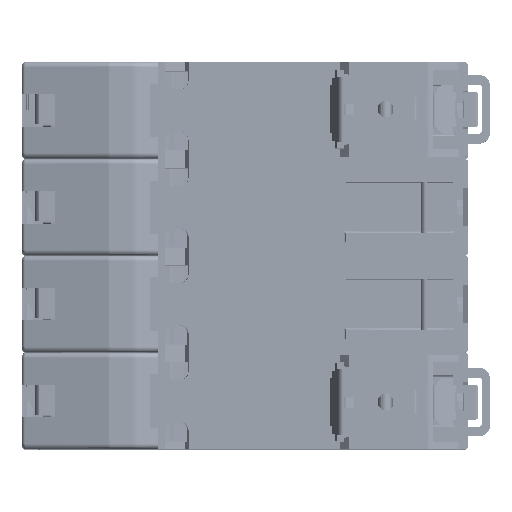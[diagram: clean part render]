
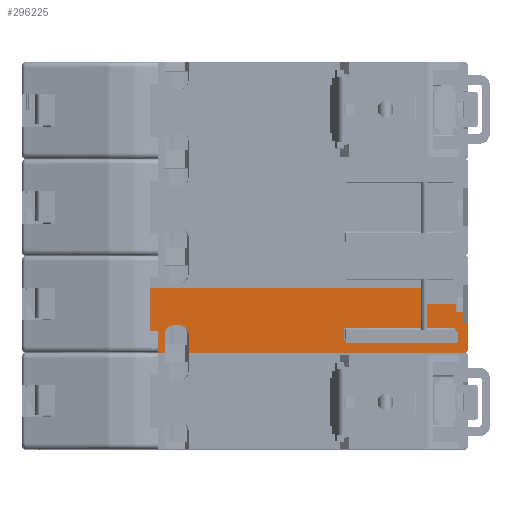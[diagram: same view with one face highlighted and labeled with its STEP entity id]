
A CAD part, top view. The second image highlights one B-rep face of the part: STEP entity #296225.
In plain terms, the highlighted planar face has unit normal (0, 0, 1).
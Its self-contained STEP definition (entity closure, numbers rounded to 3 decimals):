
#285117=DIRECTION('',(0.,1.,0.));
#285118=VECTOR('',#285117,4.4);
#285119=CARTESIAN_POINT('',(33.5,-31.1,44.));
#285120=LINE('',#285119,#285118);
#285121=CARTESIAN_POINT('',(40.3,-34.9,44.));
#285122=DIRECTION('',(0.,0.,-1.));
#285123=DIRECTION('',(1.,0.,0.));
#285124=AXIS2_PLACEMENT_3D('',#285121,#285122,#285123);
#285126=DIRECTION('',(-1.,0.,0.));
#285127=VECTOR('',#285126,50.7);
#285128=CARTESIAN_POINT('',(40.3,-35.6,44.));
#285129=LINE('',#285128,#285127);
#285130=DIRECTION('',(0.,1.,0.));
#285131=VECTOR('',#285130,3.5);
#285132=CARTESIAN_POINT('',(-10.4,-35.6,44.));
#285133=LINE('',#285132,#285131);
#285134=DIRECTION('',(-1.,0.,0.));
#285135=VECTOR('',#285134,1.233);
#285136=CARTESIAN_POINT('',(-11.934,-30.6,44.));
#285137=LINE('',#285136,#285135);
#285138=DIRECTION('',(-1.,0.,0.));
#285139=VECTOR('',#285138,2.8);
#285140=CARTESIAN_POINT('',(-14.7,-35.6,44.));
#285141=LINE('',#285140,#285139);
#285142=DIRECTION('',(0.,1.,0.));
#285143=VECTOR('',#285142,11.9);
#285144=CARTESIAN_POINT('',(-17.5,-35.6,44.));
#285145=LINE('',#285144,#285143);
#285146=DIRECTION('',(1.,0.,0.));
#285147=VECTOR('',#285146,49.8);
#285148=CARTESIAN_POINT('',(-17.5,-23.7,44.));
#285149=LINE('',#285148,#285147);
#285150=DIRECTION('',(0.707,0.707,0.));
#285151=VECTOR('',#285150,0.956);
#285152=CARTESIAN_POINT('',(37.824,-33.2,44.));
#285153=LINE('',#285152,#285151);
#285154=DIRECTION('',(0.,-1.,0.));
#285155=VECTOR('',#285154,1.424);
#285156=CARTESIAN_POINT('',(38.5,-31.1,44.));
#285157=LINE('',#285156,#285155);
#285195=DIRECTION('',(-1.,0.,0.));
#285196=VECTOR('',#285195,19.624);
#285197=CARTESIAN_POINT('',(37.824,-33.2,44.));
#285198=LINE('',#285197,#285196);
#285224=DIRECTION('',(0.,1.,0.));
#285225=VECTOR('',#285224,2.1);
#285226=CARTESIAN_POINT('',(18.2,-33.2,44.));
#285227=LINE('',#285226,#285225);
#285260=DIRECTION('',(1.,0.,0.));
#285261=VECTOR('',#285260,5.);
#285262=CARTESIAN_POINT('',(33.5,-31.1,44.));
#285263=LINE('',#285262,#285261);
#285306=DIRECTION('',(0.,1.,0.));
#285307=VECTOR('',#285306,7.4);
#285308=CARTESIAN_POINT('',(32.3,-31.1,44.));
#285309=LINE('',#285308,#285307);
#285335=DIRECTION('',(1.,0.,0.));
#285336=VECTOR('',#285335,14.1);
#285337=CARTESIAN_POINT('',(18.2,-31.1,44.));
#285338=LINE('',#285337,#285336);
#285583=DIRECTION('',(-1.,0.,0.));
#285584=VECTOR('',#285583,5.2);
#285585=CARTESIAN_POINT('',(38.7,-26.7,44.));
#285586=LINE('',#285585,#285584);
#285764=DIRECTION('',(0.,1.,0.));
#285765=VECTOR('',#285764,4.7);
#285766=CARTESIAN_POINT('',(41.,-34.9,44.));
#285767=LINE('',#285766,#285765);
#285768=DIRECTION('',(-1.,0.,0.));
#285769=VECTOR('',#285768,0.874);
#285770=CARTESIAN_POINT('',(41.,-30.2,44.));
#285771=LINE('',#285770,#285769);
#285780=DIRECTION('',(0.,1.,0.));
#285781=VECTOR('',#285780,2.1);
#285782=CARTESIAN_POINT('',(40.126,-30.2,44.));
#285783=LINE('',#285782,#285781);
#285796=DIRECTION('',(-1.,0.,0.));
#285797=VECTOR('',#285796,1.426);
#285798=CARTESIAN_POINT('',(40.126,-28.1,44.));
#285799=LINE('',#285798,#285797);
#285812=DIRECTION('',(0.,1.,0.));
#285813=VECTOR('',#285812,1.4);
#285814=CARTESIAN_POINT('',(38.7,-28.1,44.));
#285815=LINE('',#285814,#285813);
#289973=DIRECTION('',(0.,1.,0.));
#289974=VECTOR('',#289973,3.5);
#289975=CARTESIAN_POINT('',(-14.7,-35.6,44.));
#289976=LINE('',#289975,#289974);
#289993=CARTESIAN_POINT('',(-14.7,-32.1,44.));
#289994=CARTESIAN_POINT('',(-14.7,-31.847,44.));
#289995=CARTESIAN_POINT('',(-14.587,-31.454,44.));
#289996=CARTESIAN_POINT('',(-14.27,-31.014,44.));
#289997=CARTESIAN_POINT('',(-13.818,-30.707,44.));
#289998=CARTESIAN_POINT('',(-13.419,-30.6,44.));
#289999=CARTESIAN_POINT('',(-13.166,-30.6,44.));
#290021=CARTESIAN_POINT('',(-11.934,-30.6,44.));
#290022=CARTESIAN_POINT('',(-11.681,-30.6,44.));
#290023=CARTESIAN_POINT('',(-11.282,-30.707,44.));
#290024=CARTESIAN_POINT('',(-10.83,-31.014,44.));
#290025=CARTESIAN_POINT('',(-10.513,-31.454,44.));
#290026=CARTESIAN_POINT('',(-10.4,-31.847,44.));
#290027=CARTESIAN_POINT('',(-10.4,-32.1,44.));
#291606=CARTESIAN_POINT('',(-17.5,-35.6,44.));
#291607=VERTEX_POINT('',#291606);
#291608=CARTESIAN_POINT('',(-14.7,-35.6,44.));
#291609=VERTEX_POINT('',#291608);
#291614=CARTESIAN_POINT('',(-10.4,-35.6,44.));
#291615=VERTEX_POINT('',#291614);
#291616=CARTESIAN_POINT('',(40.3,-35.6,44.));
#291617=VERTEX_POINT('',#291616);
#292085=CARTESIAN_POINT('',(41.,-34.9,44.));
#292086=VERTEX_POINT('',#292085);
#292087=CARTESIAN_POINT('',(38.5,-31.1,44.));
#292088=CARTESIAN_POINT('',(38.5,-32.524,44.));
#292089=VERTEX_POINT('',#292087);
#292090=VERTEX_POINT('',#292088);
#292091=CARTESIAN_POINT('',(33.5,-31.1,44.));
#292092=VERTEX_POINT('',#292091);
#292093=CARTESIAN_POINT('',(33.5,-26.7,44.));
#292094=VERTEX_POINT('',#292093);
#292095=CARTESIAN_POINT('',(38.7,-26.7,44.));
#292096=VERTEX_POINT('',#292095);
#292097=CARTESIAN_POINT('',(38.7,-28.1,44.));
#292098=VERTEX_POINT('',#292097);
#292099=CARTESIAN_POINT('',(40.126,-28.1,44.));
#292100=VERTEX_POINT('',#292099);
#292101=CARTESIAN_POINT('',(40.126,-30.2,44.));
#292102=VERTEX_POINT('',#292101);
#292103=CARTESIAN_POINT('',(41.,-30.2,44.));
#292104=VERTEX_POINT('',#292103);
#292105=CARTESIAN_POINT('',(-10.4,-32.1,44.));
#292106=VERTEX_POINT('',#292105);
#292107=VERTEX_POINT('',#290021);
#292108=CARTESIAN_POINT('',(-13.166,-30.6,44.));
#292109=VERTEX_POINT('',#292108);
#292110=VERTEX_POINT('',#289993);
#292111=CARTESIAN_POINT('',(-17.5,-23.7,44.));
#292112=VERTEX_POINT('',#292111);
#292113=CARTESIAN_POINT('',(32.3,-23.7,44.));
#292114=VERTEX_POINT('',#292113);
#292115=CARTESIAN_POINT('',(32.3,-31.1,44.));
#292116=VERTEX_POINT('',#292115);
#292117=CARTESIAN_POINT('',(18.2,-31.1,44.));
#292118=VERTEX_POINT('',#292117);
#292119=CARTESIAN_POINT('',(18.2,-33.2,44.));
#292120=VERTEX_POINT('',#292119);
#292121=CARTESIAN_POINT('',(37.824,-33.2,44.));
#292122=VERTEX_POINT('',#292121);
#296173=CARTESIAN_POINT('',(-17.5,-35.6,44.));
#296174=DIRECTION('',(0.,0.,-1.));
#296175=DIRECTION('',(1.,0.,0.));
#296176=AXIS2_PLACEMENT_3D('',#296173,#296174,#296175);
#296177=PLANE('',#296176);
#296179=ORIENTED_EDGE('',*,*,#296178,.F.);
#296181=ORIENTED_EDGE('',*,*,#296180,.F.);
#296183=ORIENTED_EDGE('',*,*,#296182,.T.);
#296185=ORIENTED_EDGE('',*,*,#296184,.F.);
#296187=ORIENTED_EDGE('',*,*,#296186,.F.);
#296189=ORIENTED_EDGE('',*,*,#296188,.F.);
#296191=ORIENTED_EDGE('',*,*,#296190,.F.);
#296193=ORIENTED_EDGE('',*,*,#296192,.F.);
#296195=ORIENTED_EDGE('',*,*,#296194,.F.);
#296196=ORIENTED_EDGE('',*,*,#296157,.T.);
#296197=ORIENTED_EDGE('',*,*,#294181,.T.);
#296199=ORIENTED_EDGE('',*,*,#296198,.T.);
#296201=ORIENTED_EDGE('',*,*,#296200,.F.);
#296203=ORIENTED_EDGE('',*,*,#296202,.T.);
#296205=ORIENTED_EDGE('',*,*,#296204,.F.);
#296207=ORIENTED_EDGE('',*,*,#296206,.F.);
#296208=ORIENTED_EDGE('',*,*,#294173,.T.);
#296210=ORIENTED_EDGE('',*,*,#296209,.T.);
#296212=ORIENTED_EDGE('',*,*,#296211,.T.);
#296214=ORIENTED_EDGE('',*,*,#296213,.F.);
#296216=ORIENTED_EDGE('',*,*,#296215,.F.);
#296218=ORIENTED_EDGE('',*,*,#296217,.F.);
#296220=ORIENTED_EDGE('',*,*,#296219,.F.);
#296222=ORIENTED_EDGE('',*,*,#296221,.T.);
#296223=EDGE_LOOP('',(#296179,#296181,#296183,#296185,#296187,#296189,#296191,
#296193,#296195,#296196,#296197,#296199,#296201,#296203,#296205,#296207,#296208,
#296210,#296212,#296214,#296216,#296218,#296220,#296222));
#296224=FACE_OUTER_BOUND('',#296223,.F.);
#296225=ADVANCED_FACE('',(#296224),#296177,.F.);
#285125=CIRCLE('',#285124,0.7);
#290000=B_SPLINE_CURVE_WITH_KNOTS('',3,(#289993,#289994,#289995,#289996,#289997,
#289998,#289999),.UNSPECIFIED.,.F.,.F.,(4,1,1,1,4),(0.,0.25,0.5,0.75,
1.),.UNSPECIFIED.);
#290028=B_SPLINE_CURVE_WITH_KNOTS('',3,(#290021,#290022,#290023,#290024,#290025,
#290026,#290027),.UNSPECIFIED.,.F.,.F.,(4,1,1,1,4),(0.,0.25,0.5,0.75,
1.),.UNSPECIFIED.);
#294173=EDGE_CURVE('',#291609,#291607,#285141,.T.);
#294181=EDGE_CURVE('',#291617,#291615,#285129,.T.);
#296157=EDGE_CURVE('',#292086,#291617,#285125,.T.);
#296178=EDGE_CURVE('',#292089,#292090,#285157,.T.);
#296180=EDGE_CURVE('',#292092,#292089,#285263,.T.);
#296182=EDGE_CURVE('',#292092,#292094,#285120,.T.);
#296184=EDGE_CURVE('',#292096,#292094,#285586,.T.);
#296186=EDGE_CURVE('',#292098,#292096,#285815,.T.);
#296188=EDGE_CURVE('',#292100,#292098,#285799,.T.);
#296190=EDGE_CURVE('',#292102,#292100,#285783,.T.);
#296192=EDGE_CURVE('',#292104,#292102,#285771,.T.);
#296194=EDGE_CURVE('',#292086,#292104,#285767,.T.);
#296198=EDGE_CURVE('',#291615,#292106,#285133,.T.);
#296200=EDGE_CURVE('',#292107,#292106,#290028,.T.);
#296202=EDGE_CURVE('',#292107,#292109,#285137,.T.);
#296204=EDGE_CURVE('',#292110,#292109,#290000,.T.);
#296206=EDGE_CURVE('',#291609,#292110,#289976,.T.);
#296209=EDGE_CURVE('',#291607,#292112,#285145,.T.);
#296211=EDGE_CURVE('',#292112,#292114,#285149,.T.);
#296213=EDGE_CURVE('',#292116,#292114,#285309,.T.);
#296215=EDGE_CURVE('',#292118,#292116,#285338,.T.);
#296217=EDGE_CURVE('',#292120,#292118,#285227,.T.);
#296219=EDGE_CURVE('',#292122,#292120,#285198,.T.);
#296221=EDGE_CURVE('',#292122,#292090,#285153,.T.);
